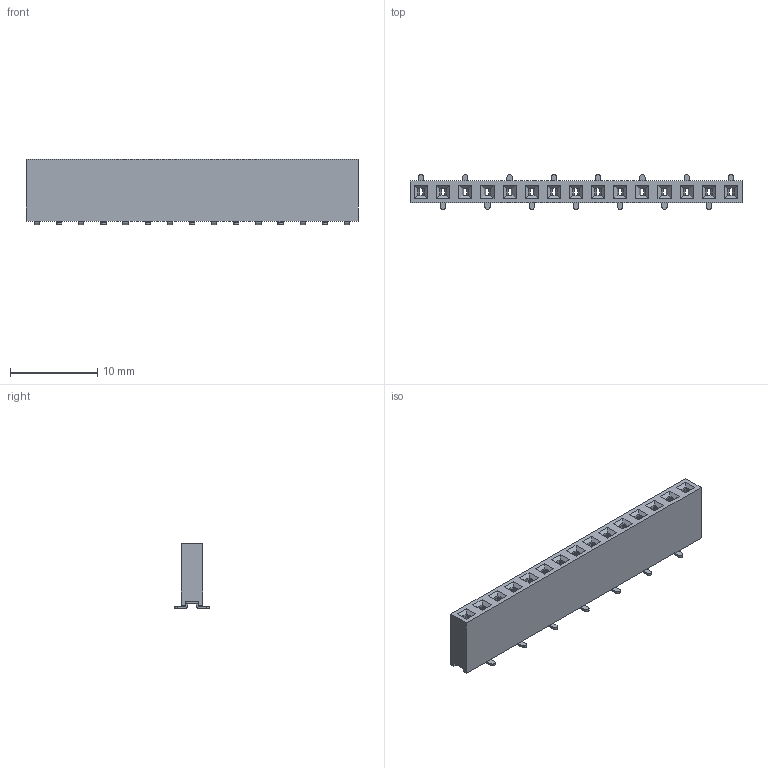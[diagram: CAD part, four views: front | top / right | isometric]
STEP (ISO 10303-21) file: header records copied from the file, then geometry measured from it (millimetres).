
FILE_DESCRIPTION(('STEP AP214'),'1');
FILE_NAME('m20-7861546.stp','2024-05-24T06:55:46',('TraceParts'),('TraceParts S.A.'),'Spatial InterOp 3D',' ',' ');
FILE_SCHEMA(('AUTOMOTIVE_DESIGN { 1 0 10303 214 1 1 1 1 }'));
Length unit declared in the file: millimetre
Products named in the file (1): m20-7861546_1
Bounding box: 38.1 x 4 x 7.5 mm (x, y, z)
Volume: 518.5 mm3; surface area: 2135.8 mm2
Topology: 16 solids, 16 shells, 1270 faces, 3624 edges, 2326 vertices
Faces by surface type: plane 895, cylinder 375
Entity records: 59082 total; most frequent: ORIENTED_EDGE 7248, CARTESIAN_POINT 7236, DIRECTION 6946, EDGE_CURVE 3624, STYLED_ITEM 3580, PRESENTATION_STYLE_ASSIGNMENT 3580, COLOUR_RGB 3580, CURVE_STYLE 3564
